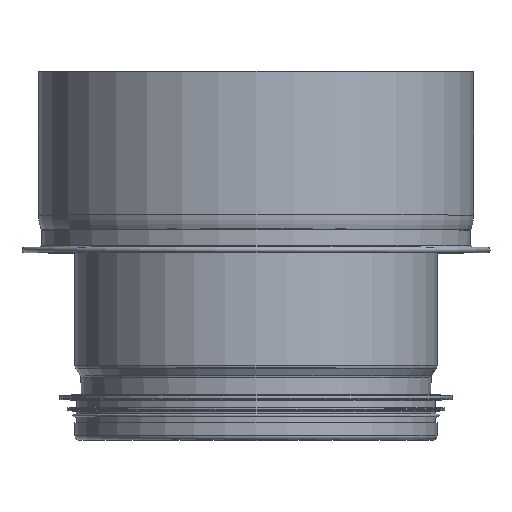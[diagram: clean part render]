
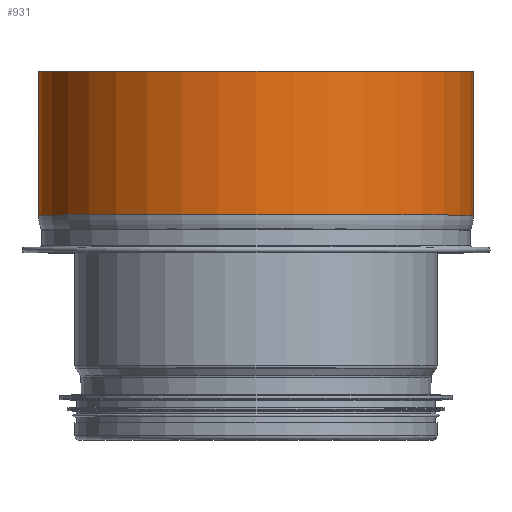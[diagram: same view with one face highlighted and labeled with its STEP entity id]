
A CAD part, top view. The second image highlights one B-rep face of the part: STEP entity #931.
In plain terms, the highlighted cylindrical face has radius 74.525 mm (diameter 149.05 mm), a full revolution.
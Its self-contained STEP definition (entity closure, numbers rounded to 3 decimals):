
#510=CARTESIAN_POINT('',(74.525,12.9,0.001));
#511=VERTEX_POINT('',#510);
#542=CARTESIAN_POINT('',(74.525,62.,0.001));
#543=VERTEX_POINT('',#542);
#550=CARTESIAN_POINT('',(74.525,12.9,0.001));
#551=DIRECTION('',(0.0,1.0,0.0));
#552=VECTOR('',#551,49.1);
#553=LINE('',#550,#552);
#554=EDGE_CURVE('',#511,#543,#553,.T.);
#564=CARTESIAN_POINT('',(74.525,12.9,0.));
#565=VERTEX_POINT('',#564);
#895=CARTESIAN_POINT('',(0.,12.9,0.));
#896=DIRECTION('',(0.0,1.0,0.0));
#897=DIRECTION('',(1.0,0.0,0.0));
#898=AXIS2_PLACEMENT_3D('',#895,#896,#897);
#899=CIRCLE('',#898,74.525);
#900=EDGE_CURVE('',#565,#511,#899,.T.);
#907=CARTESIAN_POINT('',(0.,26.184,0.));
#908=DIRECTION('',(0.,1.0,0.));
#909=DIRECTION('',(1.0,0.0,0.0));
#910=AXIS2_PLACEMENT_3D('',#907,#908,#909);
#911=CYLINDRICAL_SURFACE('',#910,74.525);
#912=ORIENTED_EDGE('',*,*,#554,.T.);
#913=CARTESIAN_POINT('',(74.525,62.,0.));
#914=VERTEX_POINT('',#913);
#915=CARTESIAN_POINT('',(0.,62.,0.));
#916=DIRECTION('',(0.0,1.0,0.0));
#917=DIRECTION('',(1.0,0.0,0.0));
#918=AXIS2_PLACEMENT_3D('',#915,#916,#917);
#919=CIRCLE('',#918,74.525);
#920=EDGE_CURVE('',#914,#543,#919,.T.);
#921=ORIENTED_EDGE('',*,*,#920,.F.);
#922=CARTESIAN_POINT('',(74.525,12.9,0.));
#923=DIRECTION('',(0.0,1.0,0.0));
#924=VECTOR('',#923,49.1);
#925=LINE('',#922,#924);
#926=EDGE_CURVE('',#565,#914,#925,.T.);
#927=ORIENTED_EDGE('',*,*,#926,.F.);
#928=ORIENTED_EDGE('',*,*,#900,.T.);
#929=EDGE_LOOP('',(#912,#921,#927,#928));
#930=FACE_OUTER_BOUND('',#929,.T.);
#931=ADVANCED_FACE('',(#930),#911,.T.);
